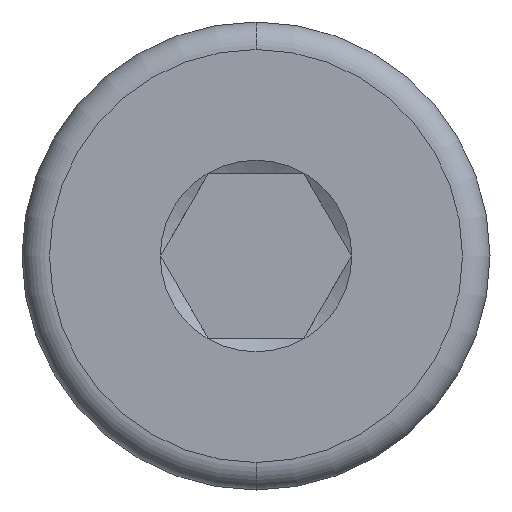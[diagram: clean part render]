
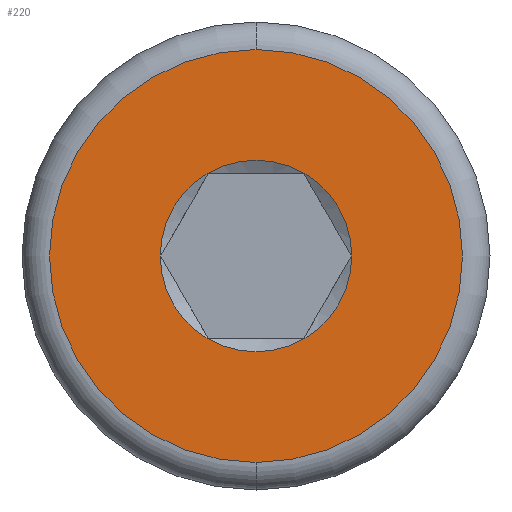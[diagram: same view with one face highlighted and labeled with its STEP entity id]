
A CAD part, left-side view. The second image highlights one B-rep face of the part: STEP entity #220.
In plain terms, the highlighted planar face has unit normal (-1, 0, 0).
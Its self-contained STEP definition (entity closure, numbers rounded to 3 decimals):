
#175=CARTESIAN_POINT('',(-3.5,0.,0.));
#176=DIRECTION('',(1.,0.,0.));
#177=DIRECTION('',(0.,0.,-1.));
#178=AXIS2_PLACEMENT_3D('',#175,#176,#177);
#179=PLANE('',#178);
#180=CARTESIAN_POINT('',(-3.5,0.,3.75));
#181=VERTEX_POINT('',#180);
#182=CARTESIAN_POINT('',(-3.5,-0.,-3.75));
#183=VERTEX_POINT('',#182);
#184=CARTESIAN_POINT('',(-3.5,0.,0.));
#185=DIRECTION('',(1.,0.,-0.));
#186=DIRECTION('',(-0.,0.,-1.));
#187=AXIS2_PLACEMENT_3D('',#184,#185,#186);
#188=CIRCLE('',#187,3.75);
#189=EDGE_CURVE('',#181,#183,#188,.T.);
#190=ORIENTED_EDGE('',*,*,#189,.F.);
#191=CARTESIAN_POINT('',(-3.5,0.,0.));
#192=DIRECTION('',(1.,0.,-0.));
#193=DIRECTION('',(-0.,0.,-1.));
#194=AXIS2_PLACEMENT_3D('',#191,#192,#193);
#195=CIRCLE('',#194,3.75);
#196=EDGE_CURVE('',#183,#181,#195,.T.);
#197=ORIENTED_EDGE('',*,*,#196,.F.);
#198=EDGE_LOOP('',(#190,#197));
#199=FACE_BOUND('',#198,.T.);
#200=CARTESIAN_POINT('',(-3.5,1.74,-0.));
#201=VERTEX_POINT('',#200);
#202=CARTESIAN_POINT('',(-3.5,-1.74,0.));
#203=VERTEX_POINT('',#202);
#204=CARTESIAN_POINT('',(-3.5,0.,0.));
#205=DIRECTION('',(1.,0.,-0.));
#206=DIRECTION('',(0.,-1.,0.));
#207=AXIS2_PLACEMENT_3D('',#204,#205,#206);
#208=CIRCLE('',#207,1.74);
#209=EDGE_CURVE('',#201,#203,#208,.T.);
#210=ORIENTED_EDGE('',*,*,#209,.T.);
#211=CARTESIAN_POINT('',(-3.5,0.,0.));
#212=DIRECTION('',(1.,0.,-0.));
#213=DIRECTION('',(0.,-1.,0.));
#214=AXIS2_PLACEMENT_3D('',#211,#212,#213);
#215=CIRCLE('',#214,1.74);
#216=EDGE_CURVE('',#203,#201,#215,.T.);
#217=ORIENTED_EDGE('',*,*,#216,.T.);
#218=EDGE_LOOP('',(#210,#217));
#219=FACE_BOUND('',#218,.T.);
#220=ADVANCED_FACE('',(#199,#219),#179,.F.);
